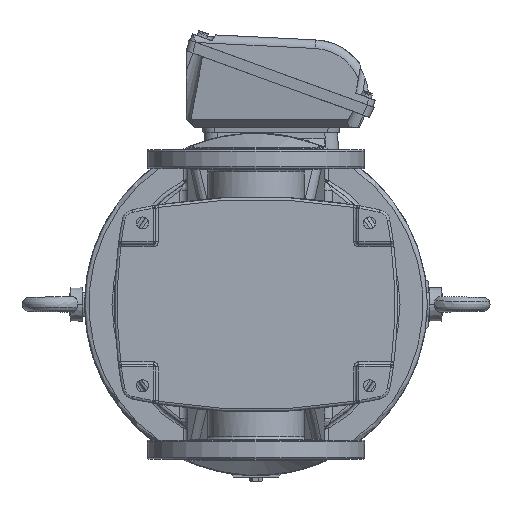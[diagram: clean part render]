
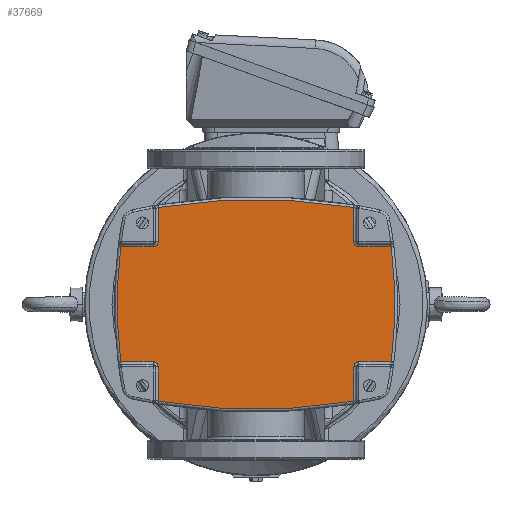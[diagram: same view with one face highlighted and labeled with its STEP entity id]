
A CAD part, front view. The second image highlights one B-rep face of the part: STEP entity #37669.
In plain terms, the highlighted planar face has unit normal (0, -1, 0).
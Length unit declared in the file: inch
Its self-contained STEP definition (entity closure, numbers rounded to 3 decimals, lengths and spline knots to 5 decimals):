
#262 = VERTEX_POINT ( 'NONE', #25874 ) ;
#653 = CARTESIAN_POINT ( 'NONE',  ( 4.48819, 0.7874, 2.87402 ) ) ;
#788 = VERTEX_POINT ( 'NONE', #44710 ) ;
#1791 = AXIS2_PLACEMENT_3D ( 'NONE', #16041, #26160, #122314 ) ;
#2586 = VECTOR ( 'NONE', #46584, 39.37008 ) ;
#3545 = DIRECTION ( 'NONE',  ( 0., 0., 1. ) ) ;
#5205 = CARTESIAN_POINT ( 'NONE',  ( 4.48819, 0.7874, -4.45326 ) ) ;
#6416 = EDGE_CURVE ( 'NONE', #56448, #30034, #92610, .T. ) ;
#8243 = DIRECTION ( 'NONE',  ( 0., 1., 0. ) ) ;
#9052 = CARTESIAN_POINT ( 'NONE',  ( 6.21579, 0.7874, -2.63787 ) ) ;
#9575 = CARTESIAN_POINT ( 'NONE',  ( -4.48819, 0.7874, 2.87402 ) ) ;
#9834 = CARTESIAN_POINT ( 'NONE',  ( 4.72441, 0.7874, 2.6378 ) ) ;
#11381 = CARTESIAN_POINT ( 'NONE',  ( -4.72441, 0.7874, 2.6378 ) ) ;
#13556 = CIRCLE ( 'NONE', #90380, 0.23622 ) ;
#15738 = ORIENTED_EDGE ( 'NONE', *, *, #18823, .T. ) ;
#16041 = CARTESIAN_POINT ( 'NONE',  ( -4.72441, 0.7874, -2.87402 ) ) ;
#16932 = DIRECTION ( 'NONE',  ( -0.992, 0., 0.122 ) ) ;
#18823 = EDGE_CURVE ( 'NONE', #31764, #19912, #118281, .T. ) ;
#19155 = PLANE ( 'NONE',  #74350 ) ;
#19651 = CARTESIAN_POINT ( 'NONE',  ( -4.48819, 0.7874, -4.45331 ) ) ;
#19912 = VERTEX_POINT ( 'NONE', #56197 ) ;
#20851 = DIRECTION ( 'NONE',  ( -1., 0., 0. ) ) ;
#21280 = VERTEX_POINT ( 'NONE', #653 ) ;
#21592 = CARTESIAN_POINT ( 'NONE',  ( -4.48822, 0.7874, 4.4533 ) ) ;
#22527 = LINE ( 'NONE', #60490, #110077 ) ;
#22569 = LINE ( 'NONE', #117505, #78065 ) ;
#22622 = DIRECTION ( 'NONE',  ( 0., 0., -1. ) ) ;
#22911 = CARTESIAN_POINT ( 'NONE',  ( -15.15748, 0.7874, 0. ) ) ;
#25874 = CARTESIAN_POINT ( 'NONE',  ( 4.48822, 0.7874, -4.4533 ) ) ;
#26160 = DIRECTION ( 'NONE',  ( 0., 1., 0. ) ) ;
#26179 = CARTESIAN_POINT ( 'NONE',  ( 4.72441, 0.7874, -2.6378 ) ) ;
#26569 = ORIENTED_EDGE ( 'NONE', *, *, #31134, .T. ) ;
#27276 = ORIENTED_EDGE ( 'NONE', *, *, #54559, .T. ) ;
#27562 = CARTESIAN_POINT ( 'NONE',  ( 4.72441, 0.7874, -2.6378 ) ) ;
#27595 = LINE ( 'NONE', #47197, #2586 ) ;
#29924 = CARTESIAN_POINT ( 'NONE',  ( 0., 0.7874, 0. ) ) ;
#30034 = VERTEX_POINT ( 'NONE', #9052 ) ;
#30548 = DIRECTION ( 'NONE',  ( 1., 0., 0. ) ) ;
#31134 = EDGE_CURVE ( 'NONE', #262, #106857, #53917, .T. ) ;
#31611 = DIRECTION ( 'NONE',  ( 0., -1., 0. ) ) ;
#31764 = VERTEX_POINT ( 'NONE', #56741 ) ;
#33890 = CARTESIAN_POINT ( 'NONE',  ( -4.48819, 0.7874, -2.87402 ) ) ;
#36047 = CIRCLE ( 'NONE', #106690, 21.53543 ) ;
#37367 = CARTESIAN_POINT ( 'NONE',  ( -4.72441, 0.7874, 2.87402 ) ) ;
#37388 = ORIENTED_EDGE ( 'NONE', *, *, #65536, .T. ) ;
#37669 = ADVANCED_FACE ( 'NONE', ( #48263 ), #19155, .F. ) ;
#37909 = EDGE_CURVE ( 'NONE', #30034, #69277, #68104, .T. ) ;
#39865 = CARTESIAN_POINT ( 'NONE',  ( 6.21574, 0.7874, 2.6378 ) ) ;
#40034 = AXIS2_PLACEMENT_3D ( 'NONE', #37367, #8243, #65180 ) ;
#41296 = DIRECTION ( 'NONE',  ( 0.992, 0., -0.122 ) ) ;
#43071 = CARTESIAN_POINT ( 'NONE',  ( -4.72441, 0.7874, -2.6378 ) ) ;
#43549 = ORIENTED_EDGE ( 'NONE', *, *, #6416, .T. ) ;
#44150 = VECTOR ( 'NONE', #20851, 39.37008 ) ;
#44257 = CARTESIAN_POINT ( 'NONE',  ( 6.21574, 0.7874, 2.6378 ) ) ;
#44710 = CARTESIAN_POINT ( 'NONE',  ( 4.48819, 0.7874, 4.45331 ) ) ;
#44896 = VECTOR ( 'NONE', #48883, 39.37008 ) ;
#46061 = AXIS2_PLACEMENT_3D ( 'NONE', #70137, #31611, #68885 ) ;
#46367 = ORIENTED_EDGE ( 'NONE', *, *, #89554, .T. ) ;
#46584 = DIRECTION ( 'NONE',  ( 0., 0., -1. ) ) ;
#47197 = CARTESIAN_POINT ( 'NONE',  ( -4.48819, 0.7874, 4.45326 ) ) ;
#47699 = VERTEX_POINT ( 'NONE', #9575 ) ;
#48263 = FACE_OUTER_BOUND ( 'NONE', #72118, .T. ) ;
#48883 = DIRECTION ( 'NONE',  ( 1., 0., 0. ) ) ;
#49382 = DIRECTION ( 'NONE',  ( 0., 1., 0. ) ) ;
#50624 = ORIENTED_EDGE ( 'NONE', *, *, #88023, .T. ) ;
#51223 = LINE ( 'NONE', #39865, #121366 ) ;
#53254 = VERTEX_POINT ( 'NONE', #21592 ) ;
#53917 = LINE ( 'NONE', #5205, #73677 ) ;
#54022 = DIRECTION ( 'NONE',  ( 1., 0., 0. ) ) ;
#54559 = EDGE_CURVE ( 'NONE', #47699, #31764, #98598, .T. ) ;
#54608 = CARTESIAN_POINT ( 'NONE',  ( 4.48819, 0.7874, -2.87402 ) ) ;
#55770 = EDGE_CURVE ( 'NONE', #72828, #90324, #68517, .T. ) ;
#56197 = CARTESIAN_POINT ( 'NONE',  ( -6.21579, 0.7874, 2.63787 ) ) ;
#56448 = VERTEX_POINT ( 'NONE', #27562 ) ;
#56741 = CARTESIAN_POINT ( 'NONE',  ( -4.72441, 0.7874, 2.6378 ) ) ;
#57167 = ORIENTED_EDGE ( 'NONE', *, *, #124745, .T. ) ;
#57174 = ORIENTED_EDGE ( 'NONE', *, *, #117972, .T. ) ;
#58318 = CIRCLE ( 'NONE', #88586, 27.44094 ) ;
#59898 = DIRECTION ( 'NONE',  ( 0., 0., -1. ) ) ;
#60490 = CARTESIAN_POINT ( 'NONE',  ( 4.48819, 0.7874, 2.87402 ) ) ;
#63127 = DIRECTION ( 'NONE',  ( 0., -1., 0. ) ) ;
#65180 = DIRECTION ( 'NONE',  ( 1., 0., 0. ) ) ;
#65281 = CARTESIAN_POINT ( 'NONE',  ( -6.21575, 0.7874, -2.6378 ) ) ;
#65536 = EDGE_CURVE ( 'NONE', #53254, #47699, #27595, .T. ) ;
#67260 = VERTEX_POINT ( 'NONE', #65281 ) ;
#68104 = CIRCLE ( 'NONE', #82312, 21.53543 ) ;
#68275 = DIRECTION ( 'NONE',  ( -1., 0., 0. ) ) ;
#68517 = CIRCLE ( 'NONE', #1791, 0.23622 ) ;
#68885 = DIRECTION ( 'NONE',  ( 0.164, 0., 0.987 ) ) ;
#69277 = VERTEX_POINT ( 'NONE', #44257 ) ;
#70137 = CARTESIAN_POINT ( 'NONE',  ( 0., 0.7874, -22.61811 ) ) ;
#72118 = EDGE_LOOP ( 'NONE', ( #115844, #26569, #50624, #43549, #122664, #119764, #57174, #114453, #95714, #37388, #27276, #15738, #46367, #57167, #120896, #98319 ) ) ;
#72828 = VERTEX_POINT ( 'NONE', #43071 ) ;
#73677 = VECTOR ( 'NONE', #110223, 39.37008 ) ;
#74350 = AXIS2_PLACEMENT_3D ( 'NONE', #29924, #124807, #30548 ) ;
#74562 = CARTESIAN_POINT ( 'NONE',  ( 0., 0.7874, 22.61811 ) ) ;
#75473 = LINE ( 'NONE', #115336, #44896 ) ;
#76385 = EDGE_CURVE ( 'NONE', #117667, #262, #58318, .T. ) ;
#78065 = VECTOR ( 'NONE', #59898, 39.37008 ) ;
#78554 = AXIS2_PLACEMENT_3D ( 'NONE', #92195, #80809, #22622 ) ;
#78955 = VECTOR ( 'NONE', #54022, 39.37008 ) ;
#80809 = DIRECTION ( 'NONE',  ( 0., 1., 0. ) ) ;
#81587 = EDGE_CURVE ( 'NONE', #69277, #82345, #51223, .T. ) ;
#82312 = AXIS2_PLACEMENT_3D ( 'NONE', #22911, #120335, #41296 ) ;
#82345 = VERTEX_POINT ( 'NONE', #9834 ) ;
#83369 = CARTESIAN_POINT ( 'NONE',  ( 15.15748, 0.7874, 0. ) ) ;
#84819 = EDGE_CURVE ( 'NONE', #21280, #788, #22527, .T. ) ;
#85935 = DIRECTION ( 'NONE',  ( 0., -1., 0. ) ) ;
#87969 = DIRECTION ( 'NONE',  ( -1., 0., 0. ) ) ;
#88023 = EDGE_CURVE ( 'NONE', #106857, #56448, #13556, .T. ) ;
#88586 = AXIS2_PLACEMENT_3D ( 'NONE', #74562, #85935, #115057 ) ;
#89554 = EDGE_CURVE ( 'NONE', #19912, #67260, #36047, .T. ) ;
#89848 = CARTESIAN_POINT ( 'NONE',  ( 4.72441, 0.7874, -2.87402 ) ) ;
#90324 = VERTEX_POINT ( 'NONE', #33890 ) ;
#90380 = AXIS2_PLACEMENT_3D ( 'NONE', #89848, #49382, #87969 ) ;
#92195 = CARTESIAN_POINT ( 'NONE',  ( 4.72441, 0.7874, 2.87402 ) ) ;
#92610 = LINE ( 'NONE', #26179, #78955 ) ;
#95714 = ORIENTED_EDGE ( 'NONE', *, *, #118580, .T. ) ;
#98319 = ORIENTED_EDGE ( 'NONE', *, *, #115596, .T. ) ;
#98598 = CIRCLE ( 'NONE', #40034, 0.23622 ) ;
#106690 = AXIS2_PLACEMENT_3D ( 'NONE', #83369, #63127, #16932 ) ;
#106857 = VERTEX_POINT ( 'NONE', #54608 ) ;
#106927 = CIRCLE ( 'NONE', #78554, 0.23622 ) ;
#110077 = VECTOR ( 'NONE', #3545, 39.37008 ) ;
#110223 = DIRECTION ( 'NONE',  ( 0., 0., 1. ) ) ;
#114453 = ORIENTED_EDGE ( 'NONE', *, *, #84819, .T. ) ;
#115057 = DIRECTION ( 'NONE',  ( -0.164, 0., -0.987 ) ) ;
#115336 = CARTESIAN_POINT ( 'NONE',  ( -6.21574, 0.7874, -2.6378 ) ) ;
#115596 = EDGE_CURVE ( 'NONE', #90324, #117667, #22569, .T. ) ;
#115844 = ORIENTED_EDGE ( 'NONE', *, *, #76385, .T. ) ;
#116778 = CIRCLE ( 'NONE', #46061, 27.44094 ) ;
#117505 = CARTESIAN_POINT ( 'NONE',  ( -4.48819, 0.7874, -2.87402 ) ) ;
#117667 = VERTEX_POINT ( 'NONE', #19651 ) ;
#117972 = EDGE_CURVE ( 'NONE', #82345, #21280, #106927, .T. ) ;
#118281 = LINE ( 'NONE', #11381, #44150 ) ;
#118580 = EDGE_CURVE ( 'NONE', #788, #53254, #116778, .T. ) ;
#119764 = ORIENTED_EDGE ( 'NONE', *, *, #81587, .T. ) ;
#120335 = DIRECTION ( 'NONE',  ( 0., -1., 0. ) ) ;
#120896 = ORIENTED_EDGE ( 'NONE', *, *, #55770, .T. ) ;
#121366 = VECTOR ( 'NONE', #68275, 39.37008 ) ;
#122314 = DIRECTION ( 'NONE',  ( 0., 0., 1. ) ) ;
#122664 = ORIENTED_EDGE ( 'NONE', *, *, #37909, .T. ) ;
#124745 = EDGE_CURVE ( 'NONE', #67260, #72828, #75473, .T. ) ;
#124807 = DIRECTION ( 'NONE',  ( 0., 1., 0. ) ) ;
